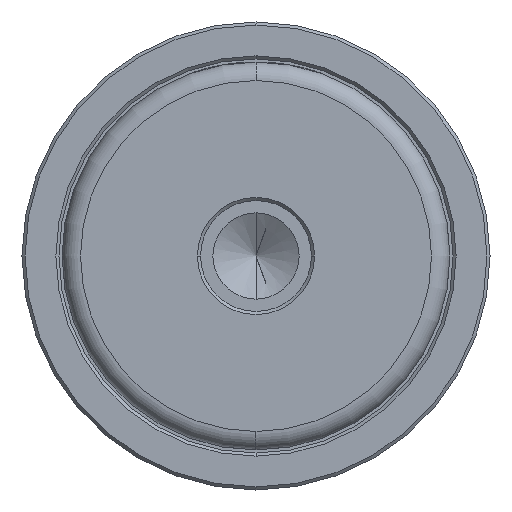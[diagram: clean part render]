
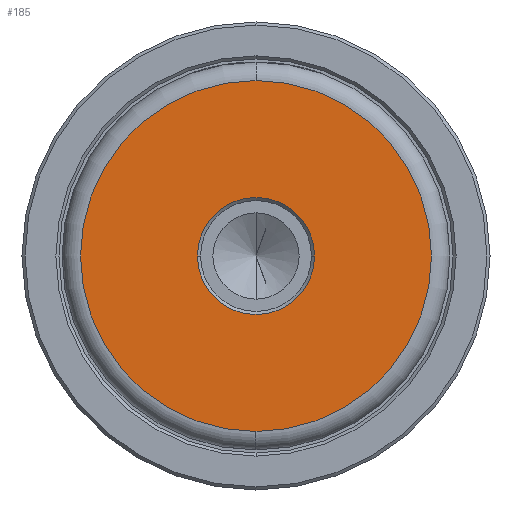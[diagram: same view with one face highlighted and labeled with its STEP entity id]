
A CAD part, left-side view. The second image highlights one B-rep face of the part: STEP entity #185.
In plain terms, the highlighted planar face has unit normal (-1, 0, 0).
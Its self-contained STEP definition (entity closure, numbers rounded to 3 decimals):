
#60 = EDGE_LOOP ( 'NONE', ( #619, #2326 ) ) ;
#94 = AXIS2_PLACEMENT_3D ( 'NONE', #1499, #277, #1708 ) ;
#153 = CIRCLE ( 'NONE', #94, 28.497 ) ;
#164 = DIRECTION ( 'NONE',  ( 1., 0., 0. ) ) ;
#172 = AXIS2_PLACEMENT_3D ( 'NONE', #1749, #1717, #184 ) ;
#184 = DIRECTION ( 'NONE',  ( 0., 0., 1. ) ) ;
#185 = ADVANCED_FACE ( 'NONE', ( #2217, #2414 ), #2071, .T. ) ;
#228 = CARTESIAN_POINT ( 'NONE',  ( 0., 0., 0. ) ) ;
#239 = CIRCLE ( 'NONE', #172, 28.497 ) ;
#275 = AXIS2_PLACEMENT_3D ( 'NONE', #798, #2232, #1007 ) ;
#277 = DIRECTION ( 'NONE',  ( -1., 0., 0. ) ) ;
#292 = CARTESIAN_POINT ( 'NONE',  ( 0., 0., 28.497 ) ) ;
#544 = AXIS2_PLACEMENT_3D ( 'NONE', #228, #2278, #1047 ) ;
#605 = VERTEX_POINT ( 'NONE', #2090 ) ;
#619 = ORIENTED_EDGE ( 'NONE', *, *, #820, .T. ) ;
#638 = EDGE_CURVE ( 'NONE', #2401, #1349, #153, .T. ) ;
#798 = CARTESIAN_POINT ( 'NONE',  ( 0., 0., 0. ) ) ;
#820 = EDGE_CURVE ( 'NONE', #1349, #2401, #239, .T. ) ;
#1007 = DIRECTION ( 'NONE',  ( 0., 0., 1. ) ) ;
#1031 = AXIS2_PLACEMENT_3D ( 'NONE', #1377, #164, #1594 ) ;
#1047 = DIRECTION ( 'NONE',  ( 0., 0., 1. ) ) ;
#1091 = CARTESIAN_POINT ( 'NONE',  ( 0., -9.5, 0. ) ) ;
#1270 = ORIENTED_EDGE ( 'NONE', *, *, #1977, .T. ) ;
#1349 = VERTEX_POINT ( 'NONE', #292 ) ;
#1377 = CARTESIAN_POINT ( 'NONE',  ( 0., 0., 0. ) ) ;
#1426 = EDGE_LOOP ( 'NONE', ( #1270, #1962 ) ) ;
#1499 = CARTESIAN_POINT ( 'NONE',  ( 0., 0., 0. ) ) ;
#1594 = DIRECTION ( 'NONE',  ( 0., 0., 1. ) ) ;
#1708 = DIRECTION ( 'NONE',  ( 0., 0., 1. ) ) ;
#1717 = DIRECTION ( 'NONE',  ( -1., 0., 0. ) ) ;
#1749 = CARTESIAN_POINT ( 'NONE',  ( 0., 0., 0. ) ) ;
#1907 = CIRCLE ( 'NONE', #275, 9.5 ) ;
#1962 = ORIENTED_EDGE ( 'NONE', *, *, #2359, .T. ) ;
#1977 = EDGE_CURVE ( 'NONE', #2161, #605, #1907, .T. ) ;
#2000 = CARTESIAN_POINT ( 'NONE',  ( 0., 0., -28.497 ) ) ;
#2071 = PLANE ( 'NONE',  #544 ) ;
#2090 = CARTESIAN_POINT ( 'NONE',  ( 0., 9.5, 0. ) ) ;
#2161 = VERTEX_POINT ( 'NONE', #1091 ) ;
#2217 = FACE_BOUND ( 'NONE', #1426, .T. ) ;
#2226 = CIRCLE ( 'NONE', #1031, 9.5 ) ;
#2232 = DIRECTION ( 'NONE',  ( 1., 0., 0. ) ) ;
#2278 = DIRECTION ( 'NONE',  ( -1., 0., 0. ) ) ;
#2326 = ORIENTED_EDGE ( 'NONE', *, *, #638, .T. ) ;
#2359 = EDGE_CURVE ( 'NONE', #605, #2161, #2226, .T. ) ;
#2401 = VERTEX_POINT ( 'NONE', #2000 ) ;
#2414 = FACE_OUTER_BOUND ( 'NONE', #60, .T. ) ;
